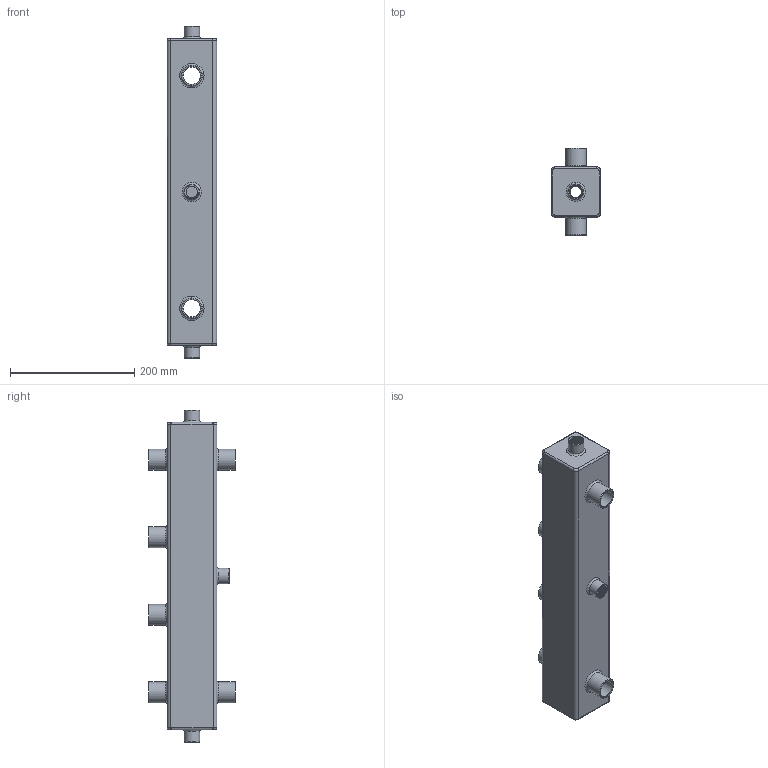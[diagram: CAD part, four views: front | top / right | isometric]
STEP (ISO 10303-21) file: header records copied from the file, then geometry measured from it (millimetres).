
FILE_DESCRIPTION(('STEP AP203'), '1');
FILE_NAME('TGR-60-25x2.18', '', ('UNSPECIFIED'), ('UNSPECIFIED'), 'ASCON STEP Converter 1.6', 'ASCON Math Kernel', '');
FILE_SCHEMA(('CONFIG_CONTROL_DESIGN'));
Length unit declared in the file: millimetre
Bounding box: 80.55 x 140 x 535 mm (x, y, z)
Volume: 530349.2 mm3; surface area: 354861.9 mm2
Topology: 1 solids, 1 shells, 435 faces, 1189 edges, 785 vertices
Faces by surface type: bspline 185, plane 121, cylinder 93, cone 27, torus 9
Full cylindrical faces by diameter (mm): 18.632 x3, 25 x3, 27.5 x6, 30 x6, 33.5 x6
Entity records: 33679 total; most frequent: CARTESIAN_POINT 21114, ORIENTED_EDGE 2240, EDGE_CURVE 1120, DIRECTION 1114, VERTEX_POINT 779, B_SPLINE_CURVE_WITH_KNOTS 618, EDGE_LOOP 537, FACE_BOUND 446
